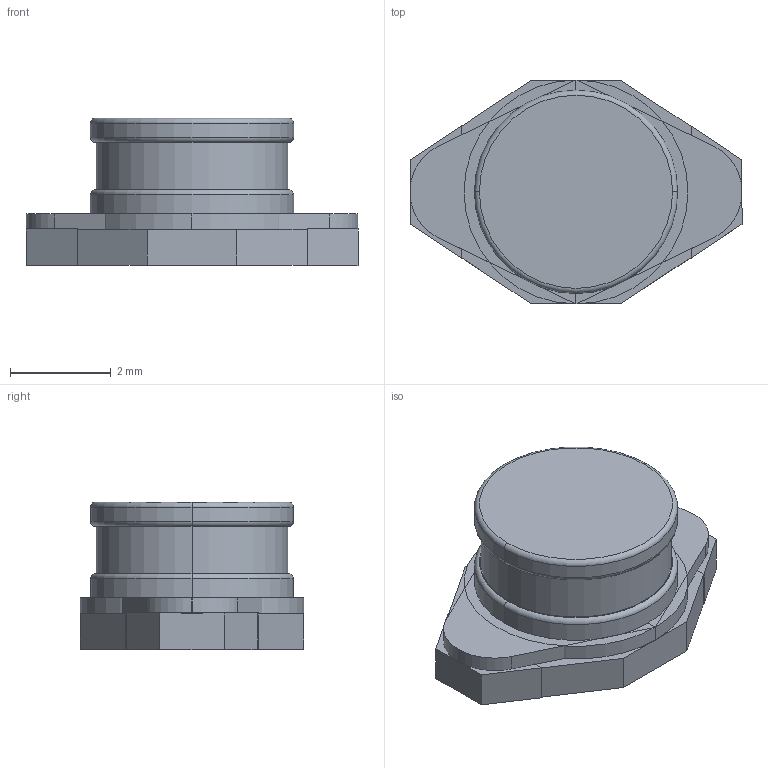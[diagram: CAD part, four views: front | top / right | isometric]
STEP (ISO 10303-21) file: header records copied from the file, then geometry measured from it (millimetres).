
FILE_DESCRIPTION((''),'2;1');
FILE_NAME('IND_COILCRAFT_DO1608C.stp','2014-10-01T10:36:40',(''),(''),'Mechanical Desktop 2011','Mechanical Desktop 2011',', , ');
FILE_SCHEMA(('AUTOMOTIVE_DESIGN { 1 2 10303 214 1 1 1 1 }'));
Length unit declared in the file: millimetre
Products named in the file (1): Product
Bounding box: 6.6 x 4.45 x 2.93 mm (x, y, z)
Volume: 49 mm3; surface area: 240.1 mm2
Topology: 9 solids, 9 shells, 60 faces, 120 edges, 78 vertices
Faces by surface type: plane 36, cylinder 10, bspline 8, torus 6
Entity records: 1643 total; most frequent: CARTESIAN_POINT 311, DIRECTION 262, ORIENTED_EDGE 240, EDGE_CURVE 120, AXIS2_PLACEMENT_3D 89, VECTOR 84, LINE 84, VERTEX_POINT 78
